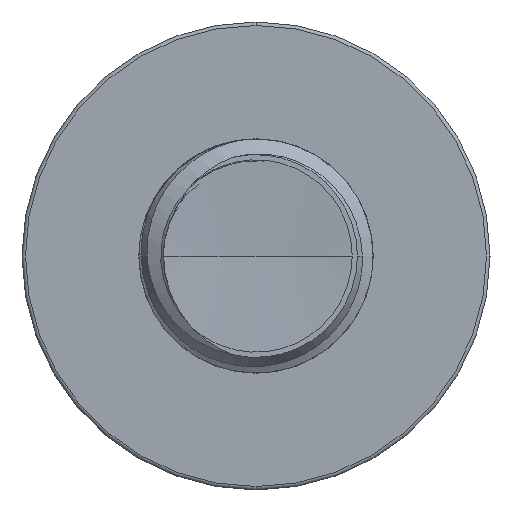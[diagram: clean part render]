
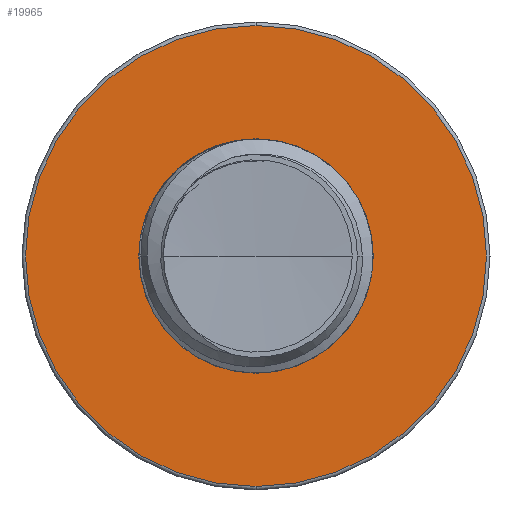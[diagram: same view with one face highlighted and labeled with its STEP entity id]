
A CAD part, front view. The second image highlights one B-rep face of the part: STEP entity #19965.
In plain terms, the highlighted planar face has unit normal (0, -1, 0).
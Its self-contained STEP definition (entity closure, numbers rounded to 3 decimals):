
#170 = AXIS2_PLACEMENT_3D ( 'NONE', #4741, #4737, #4712 ) ;
#212 = AXIS2_PLACEMENT_3D ( 'NONE', #11831, #9703, #24318 ) ;
#225 = VERTEX_POINT ( 'NONE', #18525 ) ;
#484 = AXIS2_PLACEMENT_3D ( 'NONE', #13816, #13752, #13725 ) ;
#1064 = VERTEX_POINT ( 'NONE', #16019 ) ;
#1848 = AXIS2_PLACEMENT_3D ( 'NONE', #15668, #15646, #15612 ) ;
#2034 = EDGE_CURVE ( 'NONE', #225, #7094, #24591, .T. ) ;
#2699 = EDGE_CURVE ( 'NONE', #1064, #9573, #22327, .T. ) ;
#2818 = ORIENTED_EDGE ( 'NONE', *, *, #2699, .T. ) ;
#3701 = CIRCLE ( 'NONE', #1848, 3.447 ) ;
#4712 = DIRECTION ( 'NONE',  ( 0., 0., -1. ) ) ;
#4737 = DIRECTION ( 'NONE',  ( 0., -1., 0. ) ) ;
#4741 = CARTESIAN_POINT ( 'NONE',  ( 0., 9., 0. ) ) ;
#6209 = CARTESIAN_POINT ( 'NONE',  ( 0., 9., 3.447 ) ) ;
#6313 = CIRCLE ( 'NONE', #170, 1.754 ) ;
#7094 = VERTEX_POINT ( 'NONE', #19346 ) ;
#9573 = VERTEX_POINT ( 'NONE', #6209 ) ;
#9703 = DIRECTION ( 'NONE',  ( 0., -1., 0. ) ) ;
#10002 = EDGE_CURVE ( 'NONE', #7094, #225, #6313, .T. ) ;
#10761 = ORIENTED_EDGE ( 'NONE', *, *, #12919, .T. ) ;
#11831 = CARTESIAN_POINT ( 'NONE',  ( 0., 9., 1.754 ) ) ;
#12310 = EDGE_LOOP ( 'NONE', ( #24887, #12635 ) ) ;
#12635 = ORIENTED_EDGE ( 'NONE', *, *, #10002, .F. ) ;
#12661 = EDGE_LOOP ( 'NONE', ( #2818, #10761 ) ) ;
#12919 = EDGE_CURVE ( 'NONE', #9573, #1064, #3701, .T. ) ;
#13725 = DIRECTION ( 'NONE',  ( 0., 0., -1. ) ) ;
#13752 = DIRECTION ( 'NONE',  ( 0., -1., 0. ) ) ;
#13816 = CARTESIAN_POINT ( 'NONE',  ( 0., 9., 0. ) ) ;
#15612 = DIRECTION ( 'NONE',  ( 0., 0., -1. ) ) ;
#15646 = DIRECTION ( 'NONE',  ( 0., -1., 0. ) ) ;
#15668 = CARTESIAN_POINT ( 'NONE',  ( 0., 9., 0. ) ) ;
#16019 = CARTESIAN_POINT ( 'NONE',  ( 0., 9., -3.447 ) ) ;
#16743 = FACE_BOUND ( 'NONE', #12310, .T. ) ;
#18525 = CARTESIAN_POINT ( 'NONE',  ( 0., 9., -1.754 ) ) ;
#19346 = CARTESIAN_POINT ( 'NONE',  ( 0., 9., 1.754 ) ) ;
#19965 = ADVANCED_FACE ( 'NONE', ( #22262, #16743 ), #22486, .T. ) ;
#21247 = DIRECTION ( 'NONE',  ( 0., 0., -1. ) ) ;
#21290 = DIRECTION ( 'NONE',  ( 0., -1., 0. ) ) ;
#21315 = CARTESIAN_POINT ( 'NONE',  ( 0., 9., 0. ) ) ;
#22262 = FACE_OUTER_BOUND ( 'NONE', #12661, .T. ) ;
#22327 = CIRCLE ( 'NONE', #484, 3.447 ) ;
#22486 = PLANE ( 'NONE',  #212 ) ;
#23937 = AXIS2_PLACEMENT_3D ( 'NONE', #21315, #21290, #21247 ) ;
#24318 = DIRECTION ( 'NONE',  ( 0., 0., -1. ) ) ;
#24591 = CIRCLE ( 'NONE', #23937, 1.754 ) ;
#24887 = ORIENTED_EDGE ( 'NONE', *, *, #2034, .F. ) ;
